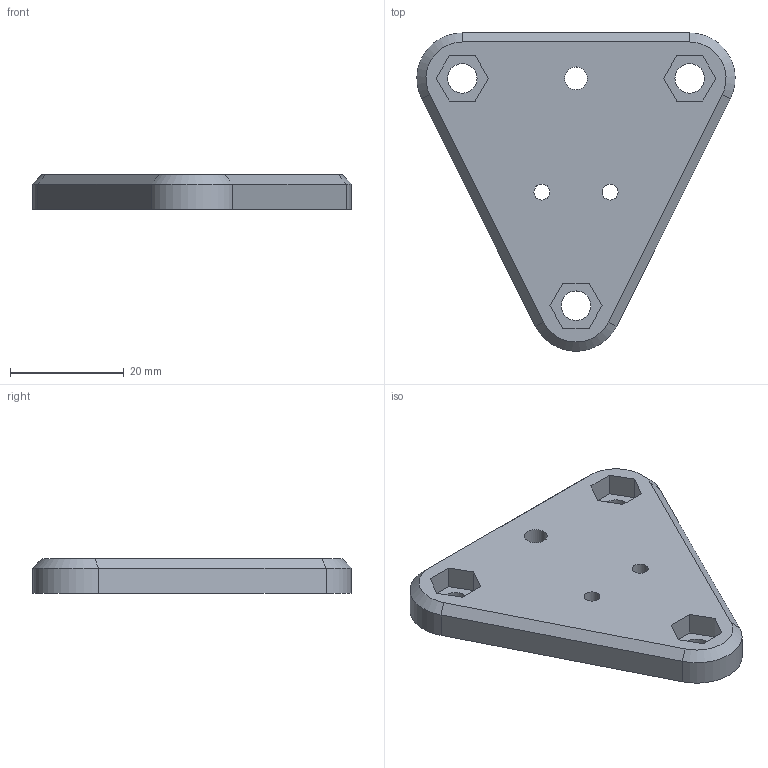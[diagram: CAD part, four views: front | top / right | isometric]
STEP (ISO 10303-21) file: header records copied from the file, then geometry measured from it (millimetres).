
FILE_DESCRIPTION(('FreeCAD Model'),'2;1');
FILE_NAME('Open CASCADE Shape Model','2022-03-19T14:31:34',('Author'),( ''),'Open CASCADE STEP processor 7.5','FreeCAD','Unknown');
FILE_SCHEMA(('AUTOMOTIVE_DESIGN { 1 0 10303 214 1 1 1 1 }'));
Length unit declared in the file: millimetre
Products named in the file (1): cariage-plate
Bounding box: 55.98 x 55.97 x 6 mm (x, y, z)
Volume: 11057.5 mm3; surface area: 5412.7 mm2
Topology: 1 solids, 1 shells, 41 faces, 102 edges, 66 vertices
Faces by surface type: plane 29, cylinder 9, cone 3
Full cylindrical faces by diameter (mm): 2.8 x2, 4 x1, 5.2 x3
Entity records: 2548 total; most frequent: CARTESIAN_POINT 490, DIRECTION 358, LINE 217, VECTOR 217, ORIENTED_EDGE 204, PCURVE 204, DEFINITIONAL_REPRESENTATION 204, EDGE_CURVE 102
